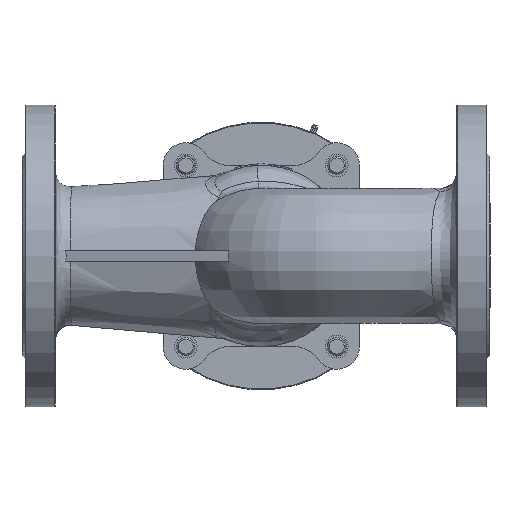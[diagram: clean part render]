
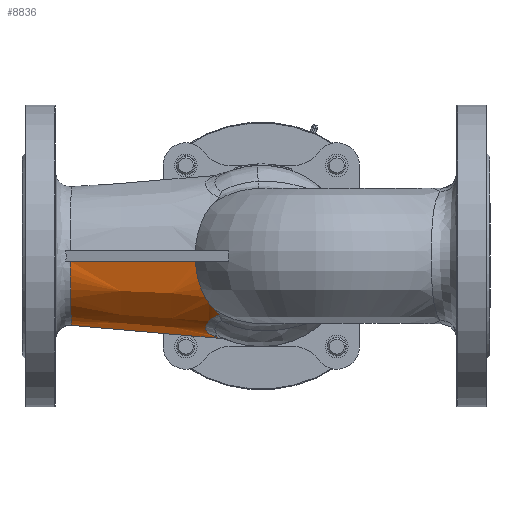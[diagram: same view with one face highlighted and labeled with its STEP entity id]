
A CAD part, front view. The second image highlights one B-rep face of the part: STEP entity #8836.
In plain terms, the highlighted free-form (B-spline) face has degree [3, 3] with [7, 4] control points.
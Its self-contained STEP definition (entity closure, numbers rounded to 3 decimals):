
#261=B_SPLINE_CURVE_WITH_KNOTS('',3,(#17605,#17606,#17607,#17608,#17609,
#17610),.UNSPECIFIED.,.F.,.F.,(4,2,4),(0.431,0.554,
0.873),.UNSPECIFIED.);
#279=B_SPLINE_CURVE_WITH_KNOTS('',3,(#18714,#18715,#18716,#18717,#18718,
#18719,#18720,#18721,#18722,#18723),.UNSPECIFIED.,.F.,.F.,(4,2,2,2,4),(9.342,
9.392,10.978,13.262,15.096),
 .UNSPECIFIED.);
#282=B_SPLINE_CURVE_WITH_KNOTS('',3,(#18828,#18829,#18830,#18831),
 .UNSPECIFIED.,.F.,.F.,(4,4),(1.091,11.022),
 .UNSPECIFIED.);
#285=B_SPLINE_CURVE_WITH_KNOTS('',3,(#18887,#18888,#18889,#18890,#18891,
#18892,#18893),.UNSPECIFIED.,.F.,.F.,(4,1,1,1,4),(0.428,1.003,
1.577,2.725,4.448),.UNSPECIFIED.);
#288=B_SPLINE_CURVE_WITH_KNOTS('',3,(#18935,#18936,#18937,#18938,#18939,
#18940),.UNSPECIFIED.,.F.,.F.,(4,1,1,4),(0.,0.784,
1.307,1.83),.UNSPECIFIED.);
#349=B_SPLINE_CURVE_WITH_KNOTS('',3,(#20983,#20984,#20985,#20986),
 .UNSPECIFIED.,.F.,.F.,(4,4),(-0.028,0.),.UNSPECIFIED.);
#351=B_SPLINE_CURVE_WITH_KNOTS('',3,(#21012,#21013,#21014,#21015,#21016,
#21017,#21018),.UNSPECIFIED.,.F.,.F.,(4,1,1,1,4),(-6.283,-5.834,
-5.386,-5.086,-4.816),.UNSPECIFIED.);
#354=B_SPLINE_CURVE_WITH_KNOTS('',3,(#21082,#21083,#21084,#21085,#21086,
#21087,#21088),.UNSPECIFIED.,.F.,.F.,(4,3,4),(-9.261,-5.596,
-1.005),.UNSPECIFIED.);
#413=B_SPLINE_SURFACE_WITH_KNOTS('',3,3,((#21054,#21055,#21056,#21057),
(#21058,#21059,#21060,#21061),(#21062,#21063,#21064,#21065),(#21066,#21067,
#21068,#21069),(#21070,#21071,#21072,#21073),(#21074,#21075,#21076,#21077),
(#21078,#21079,#21080,#21081)),.UNSPECIFIED.,.F.,.F.,.F.,(4,1,1,1,4),(4,
4),(4.778,5.208,5.638,5.853,
6.283),(1.01,11.022),.UNSPECIFIED.);
#2214=FACE_OUTER_BOUND('',#2797,.T.);
#2797=EDGE_LOOP('',(#7428,#7429,#7430,#7431,#7432,#7433,#7434,#7435));
#3960=VERTEX_POINT('',#17568);
#3963=VERTEX_POINT('',#17591);
#3978=VERTEX_POINT('',#18707);
#3980=VERTEX_POINT('',#18800);
#3981=VERTEX_POINT('',#18827);
#3983=VERTEX_POINT('',#18886);
#4123=VERTEX_POINT('',#20982);
#4125=VERTEX_POINT('',#21011);
#5016=EDGE_CURVE('',#3960,#3963,#261,.T.);
#5036=EDGE_CURVE('',#3978,#3963,#279,.T.);
#5039=EDGE_CURVE('',#3981,#3980,#282,.T.);
#5042=EDGE_CURVE('',#3960,#3983,#285,.T.);
#5047=EDGE_CURVE('',#3983,#3980,#288,.T.);
#5258=EDGE_CURVE('',#3981,#4123,#349,.T.);
#5261=EDGE_CURVE('',#4123,#4125,#351,.T.);
#5264=EDGE_CURVE('',#3978,#4125,#354,.T.);
#7428=ORIENTED_EDGE('',*,*,#5016,.T.);
#7429=ORIENTED_EDGE('',*,*,#5036,.F.);
#7430=ORIENTED_EDGE('',*,*,#5264,.T.);
#7431=ORIENTED_EDGE('',*,*,#5261,.F.);
#7432=ORIENTED_EDGE('',*,*,#5258,.F.);
#7433=ORIENTED_EDGE('',*,*,#5039,.T.);
#7434=ORIENTED_EDGE('',*,*,#5047,.F.);
#7435=ORIENTED_EDGE('',*,*,#5042,.F.);
#8836=ADVANCED_FACE('',(#2214),#413,.T.);
#17568=CARTESIAN_POINT('',(130.508,-29.32,-38.914));
#17591=CARTESIAN_POINT('',(127.998,-32.044,-35.939));
#17605=CARTESIAN_POINT('Ctrl Pts',(130.508,-29.32,-38.914));
#17606=CARTESIAN_POINT('Ctrl Pts',(130.375,-29.597,-38.637));
#17607=CARTESIAN_POINT('Ctrl Pts',(130.2,-29.863,-38.362));
#17608=CARTESIAN_POINT('Ctrl Pts',(129.512,-30.756,-37.421));
#17609=CARTESIAN_POINT('Ctrl Pts',(128.807,-31.406,-36.694));
#17610=CARTESIAN_POINT('Ctrl Pts',(127.998,-32.044,-35.939));
#18707=CARTESIAN_POINT('',(114.832,-45.443,-3.5));
#18714=CARTESIAN_POINT('Ctrl Pts',(114.832,-45.443,-3.5));
#18715=CARTESIAN_POINT('Ctrl Pts',(114.838,-45.436,-3.612));
#18716=CARTESIAN_POINT('Ctrl Pts',(114.845,-45.428,-3.724));
#18717=CARTESIAN_POINT('Ctrl Pts',(115.061,-45.161,-7.429));
#18718=CARTESIAN_POINT('Ctrl Pts',(115.561,-44.541,-10.954));
#18719=CARTESIAN_POINT('Ctrl Pts',(117.494,-42.245,-19.229));
#18720=CARTESIAN_POINT('Ctrl Pts',(119.214,-40.245,-23.744));
#18721=CARTESIAN_POINT('Ctrl Pts',(123.394,-35.996,-30.939));
#18722=CARTESIAN_POINT('Ctrl Pts',(125.564,-33.964,-33.666));
#18723=CARTESIAN_POINT('Ctrl Pts',(127.998,-32.044,-35.939));
#18800=CARTESIAN_POINT('',(131.855,8.983,-54.643));
#18827=CARTESIAN_POINT('',(32.874,0.889,-45.955));
#18828=CARTESIAN_POINT('Ctrl Pts',(32.874,0.889,-45.955));
#18829=CARTESIAN_POINT('Ctrl Pts',(65.868,3.587,-48.851));
#18830=CARTESIAN_POINT('Ctrl Pts',(98.862,6.285,-51.747));
#18831=CARTESIAN_POINT('Ctrl Pts',(131.855,8.983,-54.643));
#18886=CARTESIAN_POINT('',(126.023,-4.438,-52.561));
#18887=CARTESIAN_POINT('Ctrl Pts',(130.508,-29.32,-38.914));
#18888=CARTESIAN_POINT('Ctrl Pts',(128.958,-28.684,-39.472));
#18889=CARTESIAN_POINT('Ctrl Pts',(126.208,-27.116,-40.825));
#18890=CARTESIAN_POINT('Ctrl Pts',(122.488,-22.99,-44.012));
#18891=CARTESIAN_POINT('Ctrl Pts',(120.605,-15.34,-48.756));
#18892=CARTESIAN_POINT('Ctrl Pts',(123.168,-8.261,-51.419));
#18893=CARTESIAN_POINT('Ctrl Pts',(126.023,-4.438,-52.561));
#18935=CARTESIAN_POINT('Ctrl Pts',(126.023,-4.438,-52.561));
#18936=CARTESIAN_POINT('Ctrl Pts',(127.323,-2.696,-53.081));
#18937=CARTESIAN_POINT('Ctrl Pts',(129.339,0.311,-53.827));
#18938=CARTESIAN_POINT('Ctrl Pts',(131.336,4.874,-54.494));
#18939=CARTESIAN_POINT('Ctrl Pts',(131.825,7.613,-54.64));
#18940=CARTESIAN_POINT('Ctrl Pts',(131.855,8.983,-54.643));
#20982=CARTESIAN_POINT('',(32.852,-0.376,-45.935));
#20983=CARTESIAN_POINT('Ctrl Pts',(32.874,0.889,-45.954));
#20984=CARTESIAN_POINT('Ctrl Pts',(32.867,0.467,-45.954));
#20985=CARTESIAN_POINT('Ctrl Pts',(32.86,0.046,-45.947));
#20986=CARTESIAN_POINT('Ctrl Pts',(32.852,-0.376,
-45.935));
#21011=CARTESIAN_POINT('',(32.063,-44.927,-3.5));
#21012=CARTESIAN_POINT('Ctrl Pts',(32.852,-0.376,
-45.935));
#21013=CARTESIAN_POINT('Ctrl Pts',(32.731,-7.251,-45.736));
#21014=CARTESIAN_POINT('Ctrl Pts',(32.49,-20.905,-42.213));
#21015=CARTESIAN_POINT('Ctrl Pts',(32.235,-35.264,-30.09));
#21016=CARTESIAN_POINT('Ctrl Pts',(32.101,-42.765,-16.224));
#21017=CARTESIAN_POINT('Ctrl Pts',(32.068,-44.611,-7.624));
#21018=CARTESIAN_POINT('Ctrl Pts',(32.063,-44.927,-3.5));
#21054=CARTESIAN_POINT('Ctrl Pts',(32.063,-44.961,-3.022));
#21055=CARTESIAN_POINT('Ctrl Pts',(65.327,-45.155,-3.214));
#21056=CARTESIAN_POINT('Ctrl Pts',(98.591,-45.348,-3.406));
#21057=CARTESIAN_POINT('Ctrl Pts',(131.855,-45.542,-3.598));
#21058=CARTESIAN_POINT('Ctrl Pts',(32.063,-44.528,-9.583));
#21059=CARTESIAN_POINT('Ctrl Pts',(65.327,-44.694,-10.193));
#21060=CARTESIAN_POINT('Ctrl Pts',(98.591,-44.86,-10.803));
#21061=CARTESIAN_POINT('Ctrl Pts',(131.855,-45.026,-11.413));
#21062=CARTESIAN_POINT('Ctrl Pts',(32.063,-40.799,-22.518));
#21063=CARTESIAN_POINT('Ctrl Pts',(65.327,-40.728,-23.951));
#21064=CARTESIAN_POINT('Ctrl Pts',(98.591,-40.657,-25.384));
#21065=CARTESIAN_POINT('Ctrl Pts',(131.855,-40.585,-26.817));
#21066=CARTESIAN_POINT('Ctrl Pts',(32.063,-29.819,-35.26));
#21067=CARTESIAN_POINT('Ctrl Pts',(65.327,-29.049,-37.504));
#21068=CARTESIAN_POINT('Ctrl Pts',(98.591,-28.279,-39.747));
#21069=CARTESIAN_POINT('Ctrl Pts',(131.855,-27.509,-41.991));
#21070=CARTESIAN_POINT('Ctrl Pts',(32.063,-15.609,-43.723));
#21071=CARTESIAN_POINT('Ctrl Pts',(65.327,-13.934,-46.506));
#21072=CARTESIAN_POINT('Ctrl Pts',(98.591,-12.26,-49.289));
#21073=CARTESIAN_POINT('Ctrl Pts',(131.855,-10.586,-52.071));
#21074=CARTESIAN_POINT('Ctrl Pts',(32.063,-5.753,-45.883));
#21075=CARTESIAN_POINT('Ctrl Pts',(65.327,-3.452,-48.804));
#21076=CARTESIAN_POINT('Ctrl Pts',(98.591,-1.15,-51.722));
#21077=CARTESIAN_POINT('Ctrl Pts',(131.855,1.151,-54.643));
#21078=CARTESIAN_POINT('Ctrl Pts',(32.063,0.823,-45.883));
#21079=CARTESIAN_POINT('Ctrl Pts',(65.327,3.543,-48.803));
#21080=CARTESIAN_POINT('Ctrl Pts',(98.591,6.263,-51.723));
#21081=CARTESIAN_POINT('Ctrl Pts',(131.855,8.983,-54.643));
#21082=CARTESIAN_POINT('Ctrl Pts',(114.832,-45.443,-3.5));
#21083=CARTESIAN_POINT('Ctrl Pts',(102.586,-45.367,-3.5));
#21084=CARTESIAN_POINT('Ctrl Pts',(90.321,-45.291,-3.5));
#21085=CARTESIAN_POINT('Ctrl Pts',(78.109,-45.215,-3.5));
#21086=CARTESIAN_POINT('Ctrl Pts',(62.811,-45.119,-3.5));
#21087=CARTESIAN_POINT('Ctrl Pts',(47.404,-45.023,-3.5));
#21088=CARTESIAN_POINT('Ctrl Pts',(32.063,-44.927,-3.5));
